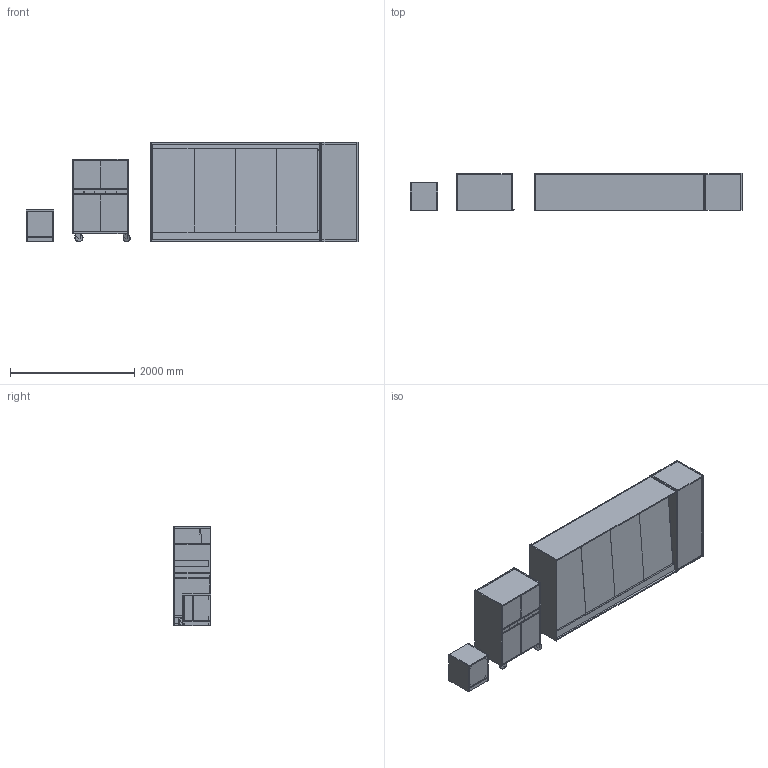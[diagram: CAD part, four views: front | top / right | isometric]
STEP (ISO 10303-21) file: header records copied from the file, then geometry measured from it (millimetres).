
FILE_DESCRIPTION(/* description */ (''),/* implementation_level */ '2;1');
FILE_NAME(/* name */ 'HUBEL-~2',/* time_stamp */ '2020-04-11T17:47:35+01:00',/* author */ (''),/* organization */ (''),/* preprocessor_version */ 'ST-DEVELOPER v16.5',/* originating_system */ '',/* authorisation */ '');
FILE_SCHEMA (('AUTOMOTIVE_DESIGN'));
Length unit declared in the file: millimetre
Products named in the file (1): Document
Bounding box: 5349.17 x 608.04 x 1600 mm (x, y, z)
Volume: 569380238.2 mm3; surface area: 68414801.4 mm2
Topology: 82 solids, 82 shells, 496 faces, 996 edges, 664 vertices
Faces by surface type: plane 460, bspline 36
Entity records: 11138 total; most frequent: CARTESIAN_POINT 3356, ORIENTED_EDGE 1992, EDGE_CURVE 996, B_SPLINE_CURVE_WITH_KNOTS 972, VERTEX_POINT 664, ADVANCED_FACE 496, FACE_OUTER_BOUND 496, EDGE_LOOP 496
